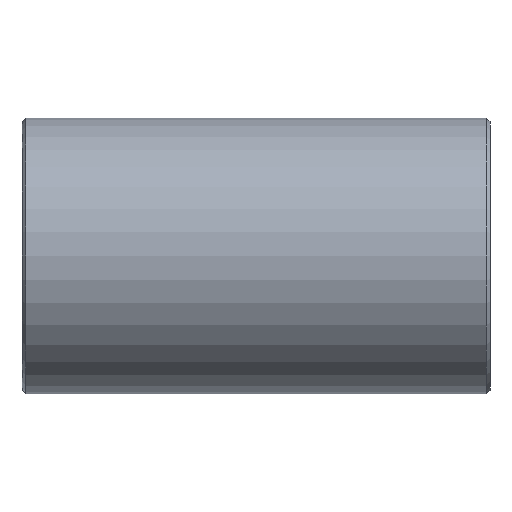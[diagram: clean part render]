
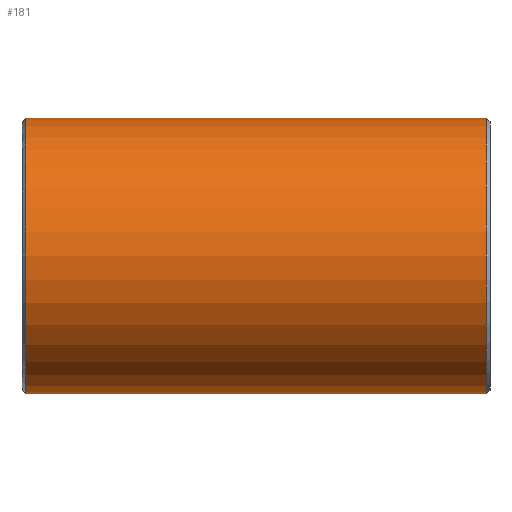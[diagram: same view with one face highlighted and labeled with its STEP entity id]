
A CAD part, front view. The second image highlights one B-rep face of the part: STEP entity #181.
In plain terms, the highlighted cylindrical face has radius 84.138 mm (diameter 168.275 mm), a partial arc.
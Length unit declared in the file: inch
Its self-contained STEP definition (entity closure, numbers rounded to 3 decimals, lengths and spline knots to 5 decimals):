
#2 = EDGE_CURVE ( 'NONE', #795, #540, #260, .T. ) ;
#45 = VECTOR ( 'NONE', #680, 39.37008 ) ;
#61 = DIRECTION ( 'NONE',  ( -1., 0., 0. ) ) ;
#83 = AXIS2_PLACEMENT_3D ( 'NONE', #236, #294, #538 ) ;
#95 = VERTEX_POINT ( 'NONE', #566 ) ;
#181 = ADVANCED_FACE ( 'NONE', ( #462 ), #544, .T. ) ;
#188 = DIRECTION ( 'NONE',  ( -1., 0., 0. ) ) ;
#200 = LINE ( 'NONE', #760, #45 ) ;
#207 = CARTESIAN_POINT ( 'NONE',  ( -5.52667, 0., -3.3125 ) ) ;
#216 = EDGE_LOOP ( 'NONE', ( #272, #656, #586, #546 ) ) ;
#236 = CARTESIAN_POINT ( 'NONE',  ( -5.52667, 0., 0. ) ) ;
#260 = CIRCLE ( 'NONE', #83, 3.3125 ) ;
#272 = ORIENTED_EDGE ( 'NONE', *, *, #747, .F. ) ;
#274 = AXIS2_PLACEMENT_3D ( 'NONE', #399, #766, #395 ) ;
#276 = CIRCLE ( 'NONE', #419, 3.3125 ) ;
#280 = CARTESIAN_POINT ( 'NONE',  ( -5.52667, 0., 3.3125 ) ) ;
#294 = DIRECTION ( 'NONE',  ( 1., 0., 0. ) ) ;
#319 = CARTESIAN_POINT ( 'NONE',  ( 5.62, 0., -3.3125 ) ) ;
#371 = VERTEX_POINT ( 'NONE', #713 ) ;
#395 = DIRECTION ( 'NONE',  ( 0., 0., 1. ) ) ;
#397 = LINE ( 'NONE', #319, #506 ) ;
#399 = CARTESIAN_POINT ( 'NONE',  ( 5.62, 0., 0. ) ) ;
#419 = AXIS2_PLACEMENT_3D ( 'NONE', #624, #61, #444 ) ;
#444 = DIRECTION ( 'NONE',  ( 0., 0., -1. ) ) ;
#462 = FACE_OUTER_BOUND ( 'NONE', #216, .T. ) ;
#506 = VECTOR ( 'NONE', #188, 39.37008 ) ;
#538 = DIRECTION ( 'NONE',  ( 0., 0., 1. ) ) ;
#540 = VERTEX_POINT ( 'NONE', #207 ) ;
#544 = CYLINDRICAL_SURFACE ( 'NONE', #274, 3.3125 ) ;
#546 = ORIENTED_EDGE ( 'NONE', *, *, #2, .T. ) ;
#566 = CARTESIAN_POINT ( 'NONE',  ( 5.52667, 0., -3.3125 ) ) ;
#586 = ORIENTED_EDGE ( 'NONE', *, *, #675, .T. ) ;
#624 = CARTESIAN_POINT ( 'NONE',  ( 5.52667, 0., 0. ) ) ;
#656 = ORIENTED_EDGE ( 'NONE', *, *, #734, .T. ) ;
#675 = EDGE_CURVE ( 'NONE', #371, #795, #200, .T. ) ;
#680 = DIRECTION ( 'NONE',  ( -1., 0., 0. ) ) ;
#713 = CARTESIAN_POINT ( 'NONE',  ( 5.52667, 0., 3.3125 ) ) ;
#734 = EDGE_CURVE ( 'NONE', #95, #371, #276, .T. ) ;
#747 = EDGE_CURVE ( 'NONE', #95, #540, #397, .T. ) ;
#760 = CARTESIAN_POINT ( 'NONE',  ( 5.62, 0., 3.3125 ) ) ;
#766 = DIRECTION ( 'NONE',  ( -1., 0., 0. ) ) ;
#795 = VERTEX_POINT ( 'NONE', #280 ) ;
